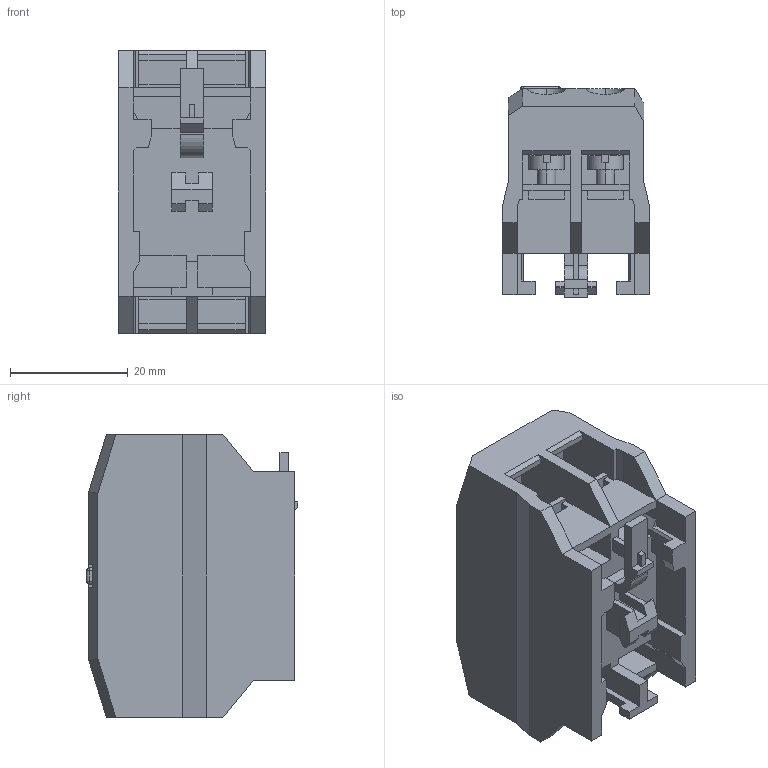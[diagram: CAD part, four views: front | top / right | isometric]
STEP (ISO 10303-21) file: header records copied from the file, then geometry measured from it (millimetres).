
FILE_DESCRIPTION (( 'STEP AP203' ), '1' );
FILE_NAME ('HMX1-AUX11-F.step', '2022-11-01T18:14:55', ( '' ), ( '' ), 'SwSTEP 2.0', 'SolidWorks 2021', '' );
FILE_SCHEMA (( 'CONFIG_CONTROL_DESIGN' ));
Length unit declared in the file: inch
Products named in the file (1): HMX1-AUX11-F
Bounding box: 25 x 35.9 x 48 mm (x, y, z)
Volume: 23633.7 mm3; surface area: 12635.7 mm2
Topology: 6 solids, 6 shells, 333 faces, 927 edges, 600 vertices
Faces by surface type: plane 287, cylinder 38, bspline 8
Entity records: 10662 total; most frequent: CARTESIAN_POINT 2106, ORIENTED_EDGE 1838, DIRECTION 1627, EDGE_CURVE 919, LINE 815, VECTOR 815, VERTEX_POINT 600, AXIS2_PLACEMENT_3D 406
